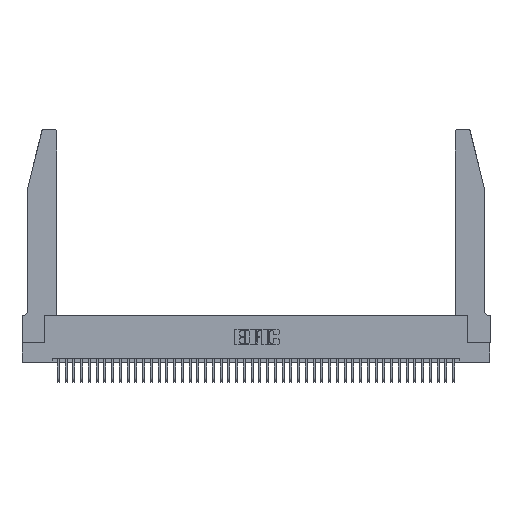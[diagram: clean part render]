
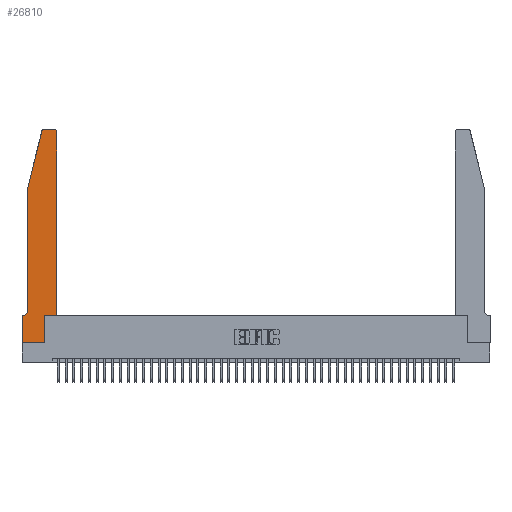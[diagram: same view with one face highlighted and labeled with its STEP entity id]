
A CAD part, top view. The second image highlights one B-rep face of the part: STEP entity #26810.
In plain terms, the highlighted planar face has unit normal (0, 0, 1).
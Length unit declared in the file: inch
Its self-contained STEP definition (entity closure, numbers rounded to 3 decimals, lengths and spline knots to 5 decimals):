
#263 = EDGE_LOOP ( 'NONE', ( #22599, #45773, #29277, #20963, #40832, #13770, #11045, #12141, #32086, #23741, #15454, #36466 ) ) ;
#404 = CARTESIAN_POINT ( 'NONE',  ( 0.0055, 0.42, 0.37 ) ) ;
#1033 = CARTESIAN_POINT ( 'NONE',  ( 0., 0., 0.37 ) ) ;
#1849 = LINE ( 'NONE', #16733, #19678 ) ;
#1928 = CARTESIAN_POINT ( 'NONE',  ( 0.0755, 0.35, 0.37 ) ) ;
#2058 = CIRCLE ( 'NONE', #32041, 0.03 ) ;
#2410 = CARTESIAN_POINT ( 'NONE',  ( 0.0755, 2., 0.37 ) ) ;
#3219 = DIRECTION ( 'NONE',  ( -0.239, -0.971, 0. ) ) ;
#3405 = CIRCLE ( 'NONE', #26066, 0.03 ) ;
#3966 = CARTESIAN_POINT ( 'NONE',  ( 0., 0.35, 0.37 ) ) ;
#4031 = DIRECTION ( 'NONE',  ( -1., 0., 0. ) ) ;
#5700 = VECTOR ( 'NONE', #10092, 39.37008 ) ;
#5914 = VERTEX_POINT ( 'NONE', #24186 ) ;
#6846 = LINE ( 'NONE', #41720, #5700 ) ;
#7603 = DIRECTION ( 'NONE',  ( 1., 0., 0. ) ) ;
#9250 = VECTOR ( 'NONE', #28681, 39.37008 ) ;
#9378 = EDGE_CURVE ( 'NONE', #39842, #21031, #14252, .T. ) ;
#9718 = EDGE_CURVE ( 'NONE', #24097, #40980, #37418, .T. ) ;
#10092 = DIRECTION ( 'NONE',  ( 0., 1., 0. ) ) ;
#10628 = LINE ( 'NONE', #12719, #29448 ) ;
#11045 = ORIENTED_EDGE ( 'NONE', *, *, #9378, .T. ) ;
#11372 = DIRECTION ( 'NONE',  ( 0., 0., 1. ) ) ;
#12141 = ORIENTED_EDGE ( 'NONE', *, *, #34627, .T. ) ;
#12315 = DIRECTION ( 'NONE',  ( 0., 0., 1. ) ) ;
#12719 = CARTESIAN_POINT ( 'NONE',  ( 0.4505, 0.35, 0.37 ) ) ;
#13440 = LINE ( 'NONE', #1928, #30063 ) ;
#13464 = CARTESIAN_POINT ( 'NONE',  ( 0., 0., 0.37 ) ) ;
#13770 = ORIENTED_EDGE ( 'NONE', *, *, #43058, .T. ) ;
#13771 = EDGE_CURVE ( 'NONE', #34934, #42196, #6846, .T. ) ;
#14252 = LINE ( 'NONE', #22934, #31987 ) ;
#14373 = VERTEX_POINT ( 'NONE', #41368 ) ;
#14979 = CARTESIAN_POINT ( 'NONE',  ( 0.4505, 0.35, 0.37 ) ) ;
#15067 = LINE ( 'NONE', #2410, #24465 ) ;
#15252 = EDGE_CURVE ( 'NONE', #5914, #34934, #10628, .T. ) ;
#15454 = ORIENTED_EDGE ( 'NONE', *, *, #13771, .T. ) ;
#16733 = CARTESIAN_POINT ( 'NONE',  ( 0.0755, 2., 0.37 ) ) ;
#16735 = CARTESIAN_POINT ( 'NONE',  ( 0.284, 2.75, 0.37 ) ) ;
#17339 = VERTEX_POINT ( 'NONE', #28187 ) ;
#17665 = FACE_OUTER_BOUND ( 'NONE', #263, .T. ) ;
#18098 = PLANE ( 'NONE',  #28662 ) ;
#18546 = LINE ( 'NONE', #30747, #27987 ) ;
#19678 = VECTOR ( 'NONE', #3219, 39.37008 ) ;
#20246 = CARTESIAN_POINT ( 'NONE',  ( 0., 0.35, 0.37 ) ) ;
#20603 = EDGE_CURVE ( 'NONE', #40980, #42251, #2058, .T. ) ;
#20963 = ORIENTED_EDGE ( 'NONE', *, *, #44319, .T. ) ;
#21031 = VERTEX_POINT ( 'NONE', #1033 ) ;
#22599 = ORIENTED_EDGE ( 'NONE', *, *, #9718, .T. ) ;
#22680 = CARTESIAN_POINT ( 'NONE',  ( 0.25487, 2.72718, 0.37 ) ) ;
#22934 = CARTESIAN_POINT ( 'NONE',  ( 0., 0., 0.37 ) ) ;
#22953 = EDGE_CURVE ( 'NONE', #14373, #25962, #36867, .T. ) ;
#23310 = EDGE_CURVE ( 'NONE', #42251, #17339, #1849, .T. ) ;
#23616 = DIRECTION ( 'NONE',  ( 0., 1., 0. ) ) ;
#23741 = ORIENTED_EDGE ( 'NONE', *, *, #15252, .T. ) ;
#24097 = VERTEX_POINT ( 'NONE', #31501 ) ;
#24186 = CARTESIAN_POINT ( 'NONE',  ( 0.2865, 0.35, 0.37 ) ) ;
#24465 = VECTOR ( 'NONE', #27292, 39.37008 ) ;
#25105 = CARTESIAN_POINT ( 'NONE',  ( 0.2605, 2.75, 0.37 ) ) ;
#25133 = CARTESIAN_POINT ( 'NONE',  ( 0.2865, 0., 0.37 ) ) ;
#25309 = DIRECTION ( 'NONE',  ( 0., 0., -1. ) ) ;
#25861 = AXIS2_PLACEMENT_3D ( 'NONE', #404, #25309, #4031 ) ;
#25962 = VERTEX_POINT ( 'NONE', #34124 ) ;
#26066 = AXIS2_PLACEMENT_3D ( 'NONE', #32563, #11372, #36090 ) ;
#26810 = ADVANCED_FACE ( 'NONE', ( #17665 ), #18098, .T. ) ;
#27292 = DIRECTION ( 'NONE',  ( 0., -1., 0. ) ) ;
#27987 = VECTOR ( 'NONE', #23616, 39.37008 ) ;
#28187 = CARTESIAN_POINT ( 'NONE',  ( 0.0755, 2., 0.37 ) ) ;
#28662 = AXIS2_PLACEMENT_3D ( 'NONE', #3966, #28812, #7603 ) ;
#28681 = DIRECTION ( 'NONE',  ( -1., 0., 0. ) ) ;
#28812 = DIRECTION ( 'NONE',  ( 0., 0., 1. ) ) ;
#29277 = ORIENTED_EDGE ( 'NONE', *, *, #23310, .T. ) ;
#29448 = VECTOR ( 'NONE', #37412, 39.37008 ) ;
#30063 = VECTOR ( 'NONE', #37282, 39.37008 ) ;
#30095 = DIRECTION ( 'NONE',  ( 0., -1., 0. ) ) ;
#30747 = CARTESIAN_POINT ( 'NONE',  ( 0.2865, 0.35, 0.37 ) ) ;
#31184 = LINE ( 'NONE', #13464, #39423 ) ;
#31501 = CARTESIAN_POINT ( 'NONE',  ( 0.4205, 2.75, 0.37 ) ) ;
#31987 = VECTOR ( 'NONE', #30095, 39.37008 ) ;
#32041 = AXIS2_PLACEMENT_3D ( 'NONE', #33504, #12315, #37020 ) ;
#32086 = ORIENTED_EDGE ( 'NONE', *, *, #33364, .T. ) ;
#32563 = CARTESIAN_POINT ( 'NONE',  ( 0.4205, 2.72, 0.37 ) ) ;
#32916 = CARTESIAN_POINT ( 'NONE',  ( 0.4505, 2.72, 0.37 ) ) ;
#33364 = EDGE_CURVE ( 'NONE', #42722, #5914, #18546, .T. ) ;
#33504 = CARTESIAN_POINT ( 'NONE',  ( 0.284, 2.72, 0.37 ) ) ;
#34124 = CARTESIAN_POINT ( 'NONE',  ( 0.0055, 0.35, 0.37 ) ) ;
#34627 = EDGE_CURVE ( 'NONE', #21031, #42722, #31184, .T. ) ;
#34934 = VERTEX_POINT ( 'NONE', #14979 ) ;
#36090 = DIRECTION ( 'NONE',  ( 1., 0., 0. ) ) ;
#36466 = ORIENTED_EDGE ( 'NONE', *, *, #42779, .T. ) ;
#36867 = CIRCLE ( 'NONE', #25861, 0.07 ) ;
#37020 = DIRECTION ( 'NONE',  ( 1., 0., 0. ) ) ;
#37282 = DIRECTION ( 'NONE',  ( -1., 0., 0. ) ) ;
#37412 = DIRECTION ( 'NONE',  ( 1., 0., 0. ) ) ;
#37418 = LINE ( 'NONE', #25105, #9250 ) ;
#39423 = VECTOR ( 'NONE', #41714, 39.37008 ) ;
#39842 = VERTEX_POINT ( 'NONE', #20246 ) ;
#40832 = ORIENTED_EDGE ( 'NONE', *, *, #22953, .T. ) ;
#40980 = VERTEX_POINT ( 'NONE', #16735 ) ;
#41368 = CARTESIAN_POINT ( 'NONE',  ( 0.0755, 0.42, 0.37 ) ) ;
#41714 = DIRECTION ( 'NONE',  ( 1., 0., 0. ) ) ;
#41720 = CARTESIAN_POINT ( 'NONE',  ( 0.4505, 0.35, 0.37 ) ) ;
#42196 = VERTEX_POINT ( 'NONE', #32916 ) ;
#42251 = VERTEX_POINT ( 'NONE', #22680 ) ;
#42722 = VERTEX_POINT ( 'NONE', #25133 ) ;
#42779 = EDGE_CURVE ( 'NONE', #42196, #24097, #3405, .T. ) ;
#43058 = EDGE_CURVE ( 'NONE', #25962, #39842, #13440, .T. ) ;
#44319 = EDGE_CURVE ( 'NONE', #17339, #14373, #15067, .T. ) ;
#45773 = ORIENTED_EDGE ( 'NONE', *, *, #20603, .T. ) ;
